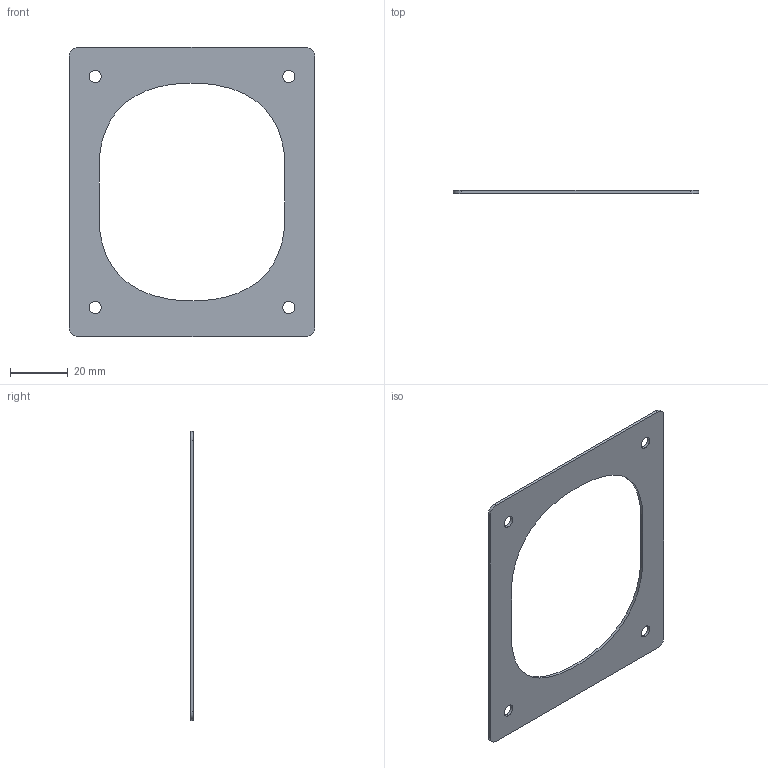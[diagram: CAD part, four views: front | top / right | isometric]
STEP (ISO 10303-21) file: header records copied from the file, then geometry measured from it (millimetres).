
FILE_DESCRIPTION (( 'STEP AP203' ), '1' );
FILE_NAME ('芵噩揤え.STEP', '2022-09-08T09:32:59', ( '' ), ( '' ), 'SwSTEP 2.0', 'SolidWorks 2016', '' );
FILE_SCHEMA (( 'CONFIG_CONTROL_DESIGN' ));
Length unit declared in the file: millimetre
Products named in the file (1): 芵噩揤え
Bounding box: 85 x 1 x 100 mm (x, y, z)
Volume: 4256.2 mm3; surface area: 9153.1 mm2
Topology: 1 solids, 1 shells, 22 faces, 60 edges, 40 vertices
Faces by surface type: cylinder 12, plane 6, bspline 4
Entity records: 1421 total; most frequent: CARTESIAN_POINT 767, ORIENTED_EDGE 120, DIRECTION 114, EDGE_CURVE 60, AXIS2_PLACEMENT_3D 43, VERTEX_POINT 40, EDGE_LOOP 32, VECTOR 28
